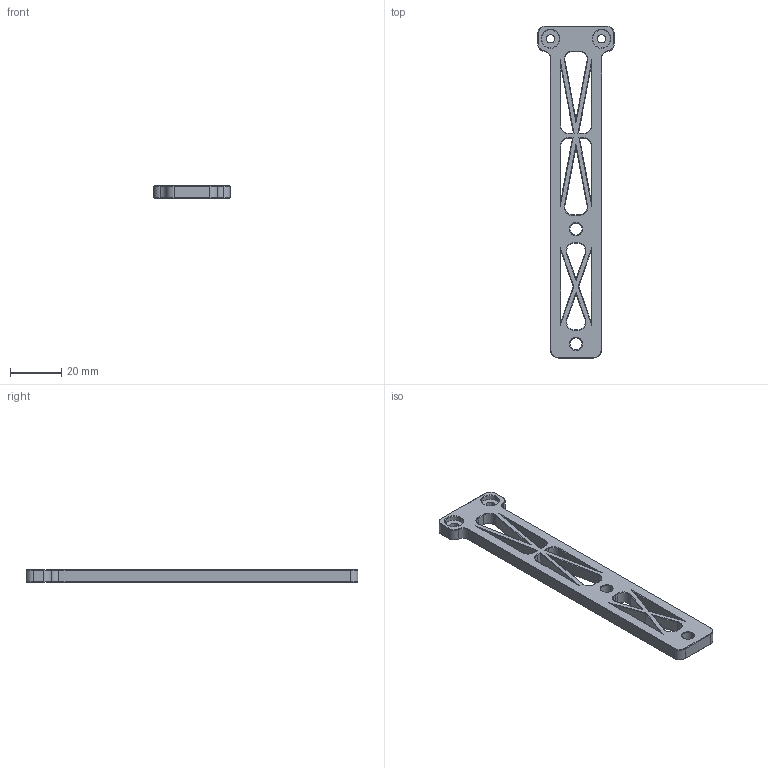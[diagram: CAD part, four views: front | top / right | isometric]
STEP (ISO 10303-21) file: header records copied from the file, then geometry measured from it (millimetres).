
FILE_DESCRIPTION (( 'STEP AP203' ), '1' );
FILE_NAME ('蹋殤晊酗裝.STEP', '2024-01-18T11:21:52', ( 'Leo' ), ( '' ), 'SwSTEP 2.0', 'SolidWorks 2022', '' );
FILE_SCHEMA (( 'CONFIG_CONTROL_DESIGN' ));
Length unit declared in the file: millimetre
Products named in the file (1): 料架延长杆
Bounding box: 30 x 130 x 5 mm (x, y, z)
Volume: 9289.3 mm3; surface area: 8039.5 mm2
Topology: 1 solids, 1 shells, 212 faces, 492 edges, 284 vertices
Faces by surface type: plane 112, cone 64, cylinder 36
Entity records: 5993 total; most frequent: DIRECTION 1058, CARTESIAN_POINT 989, ORIENTED_EDGE 984, EDGE_CURVE 492, AXIS2_PLACEMENT_3D 353, LINE 352, VECTOR 352, VERTEX_POINT 284
